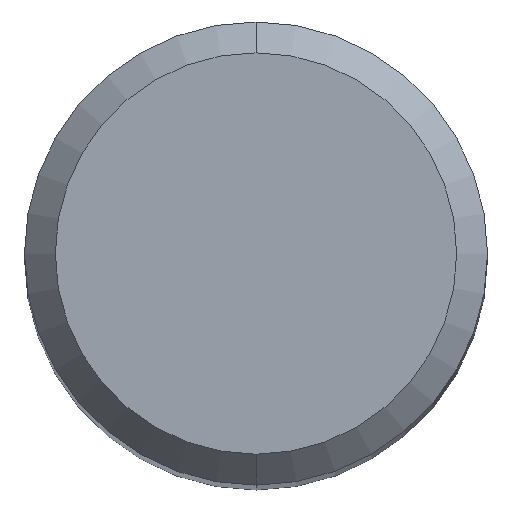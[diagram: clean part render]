
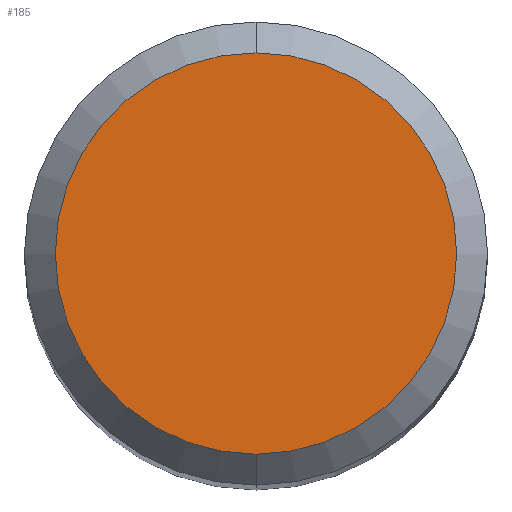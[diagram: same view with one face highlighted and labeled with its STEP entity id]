
A CAD part, top view. The second image highlights one B-rep face of the part: STEP entity #185.
In plain terms, the highlighted planar face has unit normal (0, 0, 1).
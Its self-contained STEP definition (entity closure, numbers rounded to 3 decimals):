
#185=ADVANCED_FACE('',(#492),#493,.T.);
#229=VERTEX_POINT('',#543);
#235=EDGE_CURVE('',#407,#229,#549,.T.);
#377=EDGE_CURVE('',#229,#407,#705,.T.);
#407=VERTEX_POINT('',#738);
#492=FACE_OUTER_BOUND('',#843,.T.);
#493=PLANE('',#844);
#543=CARTESIAN_POINT('',(0.,-2.6,0.0));
#549=CIRCLE('',#926,2.6);
#705=CIRCLE('',#1285,2.6);
#738=CARTESIAN_POINT('',(0.0,2.6,0.0));
#843=EDGE_LOOP('',(#1452,#1453));
#844=AXIS2_PLACEMENT_3D('',#1454,#1455,#1456);
#926=AXIS2_PLACEMENT_3D('',#1537,#1538,#1539);
#1285=AXIS2_PLACEMENT_3D('',#1694,#1695,#1696);
#1452=ORIENTED_EDGE('',*,*,#235,.F.);
#1453=ORIENTED_EDGE('',*,*,#377,.F.);
#1454=CARTESIAN_POINT('',(0.0,1.3,0.0));
#1455=DIRECTION('',(-0.0,0.0,1.0));
#1456=DIRECTION('',(0.0,-1.0,0.0));
#1537=CARTESIAN_POINT('',(0.0,0.0,0.0));
#1538=DIRECTION('',(0.0,0.0,-1.0));
#1539=DIRECTION('',(0.0,1.0,0.0));
#1694=CARTESIAN_POINT('',(0.0,0.0,0.0));
#1695=DIRECTION('',(0.0,0.0,-1.0));
#1696=DIRECTION('',(0.0,1.0,0.0));
